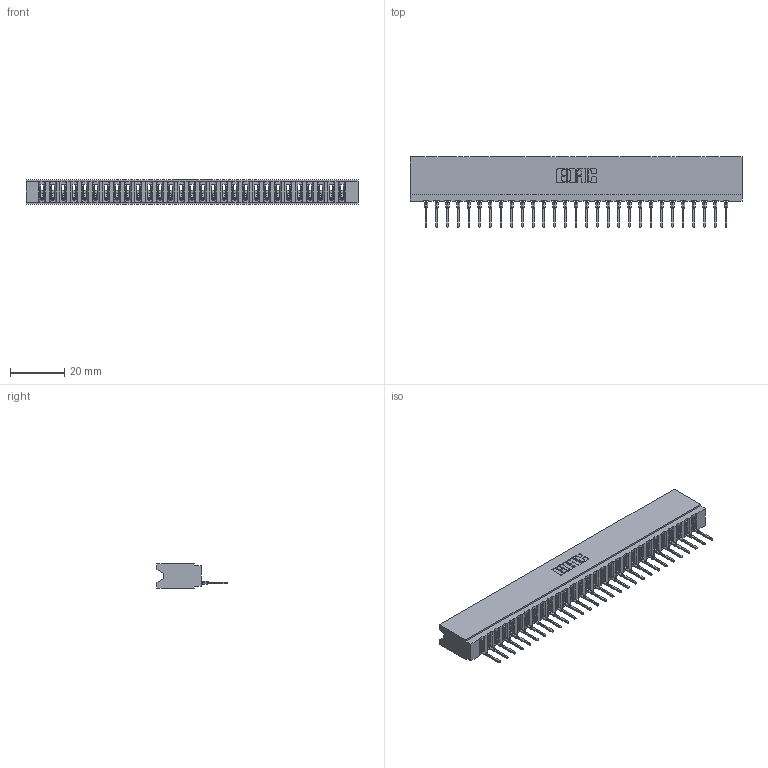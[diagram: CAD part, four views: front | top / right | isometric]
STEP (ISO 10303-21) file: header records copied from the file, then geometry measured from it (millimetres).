
FILE_DESCRIPTION (( 'STEP AP203' ), '1' );
FILE_NAME ('737-029-522-106.STEP', '2026-02-24T22:47:57', ( '' ), ( '' ), 'SwSTEP 2.0', 'SolidWorks 2023', '' );
FILE_SCHEMA (( 'CONFIG_CONTROL_DESIGN' ));
Length unit declared in the file: millimetre
Products named in the file (3): 745-292-001_522; 737-029-522-106; 737 Part_Insulator Option - 06
Assembly tree (30 placements, depth 2):
  737-029-522-106
    737 Part_Insulator Option - 06
    745-292-001_522  x29
Bounding box: 122.78 x 25.92 x 8.89 mm (x, y, z)
Volume: 11883.6 mm3; surface area: 16122 mm2
Topology: 30 solids, 30 shells, 3372 faces, 9276 edges, 5854 vertices
Faces by surface type: plane 2027, cylinder 591, bspline 580, torus 174
Entity records: 50613 total; most frequent: CARTESIAN_POINT 9425, ORIENTED_EDGE 8864, DIRECTION 7690, EDGE_CURVE 4432, VECTOR 4076, LINE 4076, VERTEX_POINT 2830, AXIS2_PLACEMENT_3D 1807
